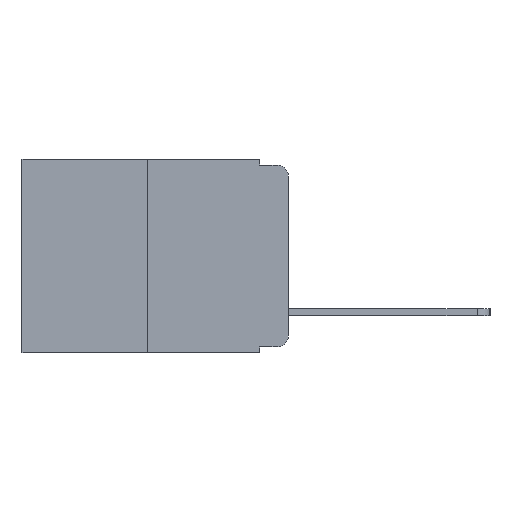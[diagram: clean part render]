
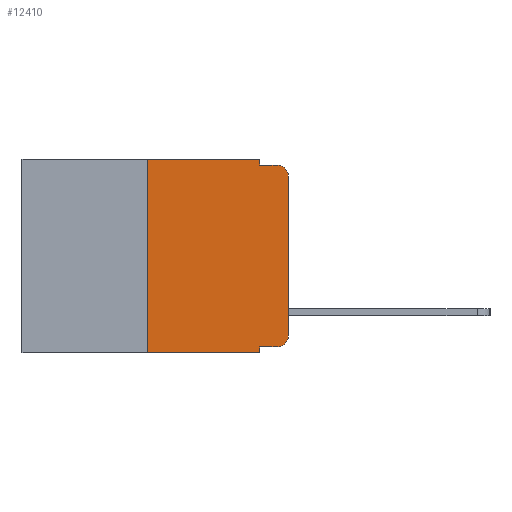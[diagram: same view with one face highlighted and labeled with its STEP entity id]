
A CAD part, left-side view. The second image highlights one B-rep face of the part: STEP entity #12410.
In plain terms, the highlighted planar face has unit normal (-1, 0, 0).
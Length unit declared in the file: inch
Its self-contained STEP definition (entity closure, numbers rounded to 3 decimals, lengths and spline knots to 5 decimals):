
#252 = VERTEX_POINT ( 'NONE', #21655 ) ;
#859 = ORIENTED_EDGE ( 'NONE', *, *, #3454, .F. ) ;
#1109 = CARTESIAN_POINT ( 'NONE',  ( 0., 0.051, 0. ) ) ;
#1160 = ORIENTED_EDGE ( 'NONE', *, *, #3485, .T. ) ;
#1326 = DIRECTION ( 'NONE',  ( 1., 0., 0. ) ) ;
#1351 = CARTESIAN_POINT ( 'NONE',  ( 0., 0.051, -0.01 ) ) ;
#1647 = CARTESIAN_POINT ( 'NONE',  ( 0., 0.02, -0.01 ) ) ;
#1751 = LINE ( 'NONE', #9740, #19356 ) ;
#1788 = EDGE_CURVE ( 'NONE', #14517, #2561, #18882, .T. ) ;
#2561 = VERTEX_POINT ( 'NONE', #1109 ) ;
#2581 = EDGE_CURVE ( 'NONE', #4407, #16696, #16529, .T. ) ;
#2676 = DIRECTION ( 'NONE',  ( -1., 0., 0. ) ) ;
#2910 = LINE ( 'NONE', #1351, #20884 ) ;
#2934 = DIRECTION ( 'NONE',  ( 0., 0., 1. ) ) ;
#3056 = CARTESIAN_POINT ( 'NONE',  ( 0., 0.25, 0. ) ) ;
#3165 = VERTEX_POINT ( 'NONE', #1647 ) ;
#3382 = EDGE_CURVE ( 'NONE', #252, #6645, #12968, .T. ) ;
#3411 = EDGE_CURVE ( 'NONE', #6645, #3165, #3449, .T. ) ;
#3416 = EDGE_CURVE ( 'NONE', #16186, #3165, #2910, .T. ) ;
#3448 = EDGE_CURVE ( 'NONE', #2561, #16186, #12391, .T. ) ;
#3449 = CIRCLE ( 'NONE', #20605, 0.02 ) ;
#3454 = EDGE_CURVE ( 'NONE', #4407, #14517, #11842, .T. ) ;
#3483 = EDGE_CURVE ( 'NONE', #8154, #16696, #1751, .T. ) ;
#3485 = EDGE_CURVE ( 'NONE', #8154, #4043, #6024, .T. ) ;
#3518 = EDGE_CURVE ( 'NONE', #4043, #252, #9692, .T. ) ;
#4043 = VERTEX_POINT ( 'NONE', #6042 ) ;
#4407 = VERTEX_POINT ( 'NONE', #20755 ) ;
#4567 = ORIENTED_EDGE ( 'NONE', *, *, #3416, .F. ) ;
#4736 = DIRECTION ( 'NONE',  ( 0., -1., 0. ) ) ;
#4793 = ORIENTED_EDGE ( 'NONE', *, *, #3448, .F. ) ;
#5233 = CARTESIAN_POINT ( 'NONE',  ( 0., 0.051, -0.333 ) ) ;
#5437 = DIRECTION ( 'NONE',  ( 0., 0., -1. ) ) ;
#5664 = ORIENTED_EDGE ( 'NONE', *, *, #3411, .T. ) ;
#5684 = CARTESIAN_POINT ( 'NONE',  ( 0., 0.051, -0.343 ) ) ;
#6024 = LINE ( 'NONE', #5233, #10234 ) ;
#6042 = CARTESIAN_POINT ( 'NONE',  ( 0., 0.02, -0.333 ) ) ;
#6645 = VERTEX_POINT ( 'NONE', #16756 ) ;
#7096 = ORIENTED_EDGE ( 'NONE', *, *, #1788, .F. ) ;
#7124 = VECTOR ( 'NONE', #12049, 39.37008 ) ;
#7594 = CARTESIAN_POINT ( 'NONE',  ( 0., 0.473, -0.343 ) ) ;
#8154 = VERTEX_POINT ( 'NONE', #10578 ) ;
#8250 = VECTOR ( 'NONE', #15388, 39.37008 ) ;
#9670 = CARTESIAN_POINT ( 'NONE',  ( 0., 0.02, -0.03 ) ) ;
#9688 = CARTESIAN_POINT ( 'NONE',  ( 0., 0.051, -0.01 ) ) ;
#9692 = CIRCLE ( 'NONE', #21686, 0.02 ) ;
#9733 = VECTOR ( 'NONE', #4736, 39.37008 ) ;
#9740 = CARTESIAN_POINT ( 'NONE',  ( 0., 0.051, 0. ) ) ;
#9767 = DIRECTION ( 'NONE',  ( 0., 0., -1. ) ) ;
#9860 = DIRECTION ( 'NONE',  ( 0., 0., -1. ) ) ;
#10234 = VECTOR ( 'NONE', #12822, 39.37008 ) ;
#10332 = PLANE ( 'NONE',  #18328 ) ;
#10578 = CARTESIAN_POINT ( 'NONE',  ( 0., 0.051, -0.333 ) ) ;
#11842 = LINE ( 'NONE', #17079, #20379 ) ;
#12049 = DIRECTION ( 'NONE',  ( 0., -1., 0. ) ) ;
#12058 = CARTESIAN_POINT ( 'NONE',  ( 0., 0.473, 0. ) ) ;
#12391 = LINE ( 'NONE', #17598, #16534 ) ;
#12397 = ORIENTED_EDGE ( 'NONE', *, *, #3518, .T. ) ;
#12410 = ADVANCED_FACE ( 'NONE', ( #13690 ), #10332, .F. ) ;
#12822 = DIRECTION ( 'NONE',  ( 0., -1., 0. ) ) ;
#12829 = EDGE_LOOP ( 'NONE', ( #19058, #5664, #4567, #4793, #7096, #859, #18354, #17261, #1160, #12397 ) ) ;
#12968 = LINE ( 'NONE', #17833, #8250 ) ;
#13576 = DIRECTION ( 'NONE',  ( -1., 0., 0. ) ) ;
#13690 = FACE_OUTER_BOUND ( 'NONE', #12829, .T. ) ;
#13775 = DIRECTION ( 'NONE',  ( 0., -1., 0. ) ) ;
#13851 = DIRECTION ( 'NONE',  ( 0., 0., -1. ) ) ;
#14363 = CARTESIAN_POINT ( 'NONE',  ( 0., 0.02, -0.313 ) ) ;
#14419 = CARTESIAN_POINT ( 'NONE',  ( 0., 0.473, 0. ) ) ;
#14517 = VERTEX_POINT ( 'NONE', #3056 ) ;
#15388 = DIRECTION ( 'NONE',  ( 0., 0., 1. ) ) ;
#16186 = VERTEX_POINT ( 'NONE', #9688 ) ;
#16529 = LINE ( 'NONE', #7594, #7124 ) ;
#16534 = VECTOR ( 'NONE', #17221, 39.37008 ) ;
#16696 = VERTEX_POINT ( 'NONE', #5684 ) ;
#16756 = CARTESIAN_POINT ( 'NONE',  ( 0., 0., -0.03 ) ) ;
#17079 = CARTESIAN_POINT ( 'NONE',  ( 0., 0.25, 0. ) ) ;
#17221 = DIRECTION ( 'NONE',  ( 0., 0., -1. ) ) ;
#17261 = ORIENTED_EDGE ( 'NONE', *, *, #3483, .F. ) ;
#17598 = CARTESIAN_POINT ( 'NONE',  ( 0., 0.051, 0. ) ) ;
#17833 = CARTESIAN_POINT ( 'NONE',  ( 0., 0., 0. ) ) ;
#18328 = AXIS2_PLACEMENT_3D ( 'NONE', #12058, #1326, #13851 ) ;
#18354 = ORIENTED_EDGE ( 'NONE', *, *, #2581, .T. ) ;
#18882 = LINE ( 'NONE', #14419, #9733 ) ;
#19058 = ORIENTED_EDGE ( 'NONE', *, *, #3382, .T. ) ;
#19356 = VECTOR ( 'NONE', #9767, 39.37008 ) ;
#20379 = VECTOR ( 'NONE', #2934, 39.37008 ) ;
#20605 = AXIS2_PLACEMENT_3D ( 'NONE', #9670, #2676, #9860 ) ;
#20755 = CARTESIAN_POINT ( 'NONE',  ( 0., 0.25, -0.343 ) ) ;
#20884 = VECTOR ( 'NONE', #13775, 39.37008 ) ;
#21655 = CARTESIAN_POINT ( 'NONE',  ( 0., 0., -0.313 ) ) ;
#21686 = AXIS2_PLACEMENT_3D ( 'NONE', #14363, #13576, #5437 ) ;
